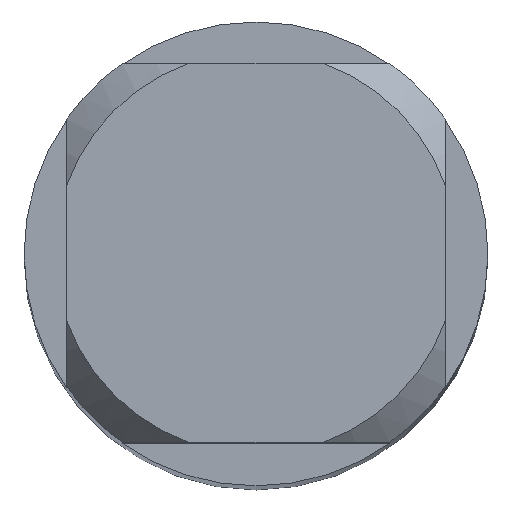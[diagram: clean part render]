
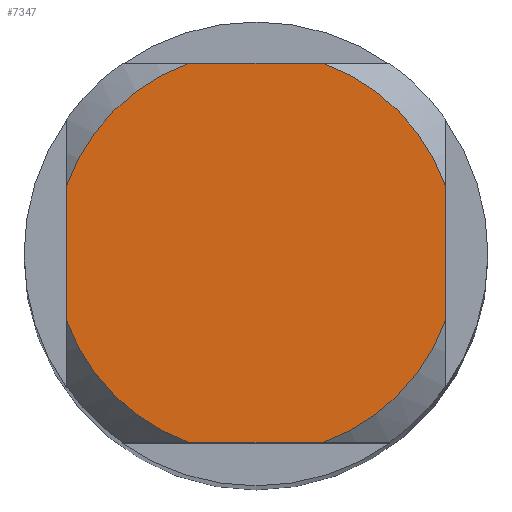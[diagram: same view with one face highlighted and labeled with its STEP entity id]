
A CAD part, top view. The second image highlights one B-rep face of the part: STEP entity #7347.
In plain terms, the highlighted planar face has unit normal (0, 0, 1).
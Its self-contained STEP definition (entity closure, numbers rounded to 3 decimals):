
#3831=VERTEX_POINT('',#11257);
#4997=EDGE_CURVE('',#8965,#7873,#12547,.T.);
#5757=VERTEX_POINT('',#13370);
#6739=EDGE_CURVE('',#9887,#5757,#14436,.T.);
#6755=EDGE_CURVE('',#10797,#3831,#14453,.T.);
#6817=EDGE_CURVE('',#9887,#7873,#14523,.T.);
#7091=EDGE_CURVE('',#9841,#9959,#14825,.T.);
#7347=ADVANCED_FACE('',(#15105),#15106,.T.);
#7873=VERTEX_POINT('',#15678);
#8965=VERTEX_POINT('',#16862);
#9761=EDGE_CURVE('',#9841,#3831,#17733,.T.);
#9841=VERTEX_POINT('',#17820);
#9887=VERTEX_POINT('',#17868);
#9959=VERTEX_POINT('',#17946);
#10443=EDGE_CURVE('',#8965,#9959,#18466,.T.);
#10631=EDGE_CURVE('',#10797,#5757,#18670,.T.);
#10797=VERTEX_POINT('',#18851);
#11257=CARTESIAN_POINT('',(2.45,0.87,0.0));
#12547=LINE('',#21680,#21681);
#13370=CARTESIAN_POINT('',(0.87,-2.45,0.0));
#14436=LINE('',#25046,#25047);
#14453=LINE('',#25101,#25102);
#14523=CIRCLE('',#25200,2.6);
#14825=LINE('',#25738,#25739);
#15105=FACE_OUTER_BOUND('',#26245,.T.);
#15106=PLANE('',#26246);
#15678=CARTESIAN_POINT('',(-2.45,-0.87,0.0));
#16862=CARTESIAN_POINT('',(-2.45,0.87,0.0));
#17733=CIRCLE('',#30677,2.6);
#17820=CARTESIAN_POINT('',(0.87,2.45,0.0));
#17868=CARTESIAN_POINT('',(-0.87,-2.45,0.0));
#17946=CARTESIAN_POINT('',(-0.87,2.45,0.0));
#18466=CIRCLE('',#32001,2.6);
#18670=CIRCLE('',#32392,2.6);
#18851=CARTESIAN_POINT('',(2.45,-0.87,0.0));
#21680=CARTESIAN_POINT('',(-2.45,0.65,0.0));
#21681=VECTOR('',#34849,1.0);
#25046=CARTESIAN_POINT('',(0.0,-2.45,0.0));
#25047=VECTOR('',#36753,1.0);
#25101=CARTESIAN_POINT('',(2.45,0.65,0.0));
#25102=VECTOR('',#36763,1.0);
#25200=AXIS2_PLACEMENT_3D('',#36862,#36863,#36864);
#25738=CARTESIAN_POINT('',(0.0,2.45,0.0));
#25739=VECTOR('',#37180,1.0);
#26245=EDGE_LOOP('',(#37469,#37470,#37471,#37472,#37473,#37474,#37475,#37476));
#26246=AXIS2_PLACEMENT_3D('',#37477,#37478,#37479);
#30677=AXIS2_PLACEMENT_3D('',#40779,#40780,#40781);
#32001=AXIS2_PLACEMENT_3D('',#41741,#41742,#41743);
#32392=AXIS2_PLACEMENT_3D('',#41942,#41943,#41944);
#34849=DIRECTION('',(-0.0,-1.0,0.0));
#36753=DIRECTION('',(1.0,0.0,0.0));
#36763=DIRECTION('',(-0.0,1.0,0.0));
#36862=CARTESIAN_POINT('',(0.0,0.0,0.0));
#36863=DIRECTION('',(0.0,0.0,-1.0));
#36864=DIRECTION('',(0.0,1.0,0.0));
#37180=DIRECTION('',(-1.0,0.0,0.0));
#37469=ORIENTED_EDGE('',*,*,#4997,.T.);
#37470=ORIENTED_EDGE('',*,*,#6817,.F.);
#37471=ORIENTED_EDGE('',*,*,#6739,.T.);
#37472=ORIENTED_EDGE('',*,*,#10631,.F.);
#37473=ORIENTED_EDGE('',*,*,#6755,.T.);
#37474=ORIENTED_EDGE('',*,*,#9761,.F.);
#37475=ORIENTED_EDGE('',*,*,#7091,.T.);
#37476=ORIENTED_EDGE('',*,*,#10443,.F.);
#37477=CARTESIAN_POINT('',(0.0,1.3,0.0));
#37478=DIRECTION('',(-0.0,0.0,1.0));
#37479=DIRECTION('',(0.0,-1.0,0.0));
#40779=CARTESIAN_POINT('',(0.0,0.0,0.0));
#40780=DIRECTION('',(0.0,0.0,-1.0));
#40781=DIRECTION('',(0.0,1.0,0.0));
#41741=CARTESIAN_POINT('',(0.0,0.0,0.0));
#41742=DIRECTION('',(0.0,0.0,-1.0));
#41743=DIRECTION('',(0.0,1.0,0.0));
#41942=CARTESIAN_POINT('',(0.0,0.0,0.0));
#41943=DIRECTION('',(0.0,0.0,-1.0));
#41944=DIRECTION('',(0.0,1.0,0.0));
